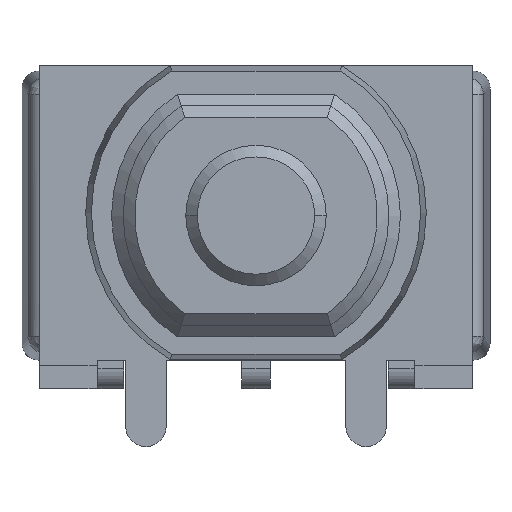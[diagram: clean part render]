
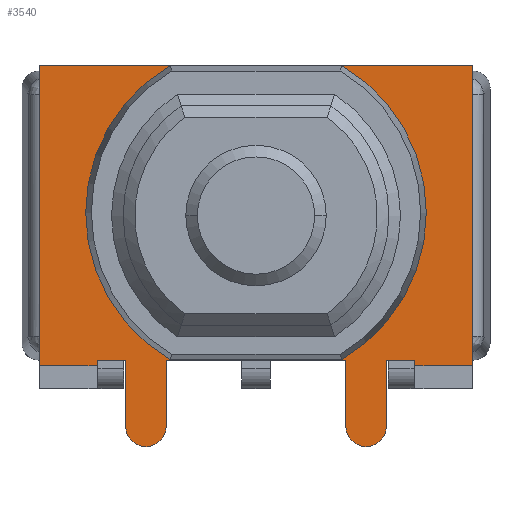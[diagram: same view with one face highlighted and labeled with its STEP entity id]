
A CAD part, front view. The second image highlights one B-rep face of the part: STEP entity #3540.
In plain terms, the highlighted planar face has unit normal (0, -1, 0).
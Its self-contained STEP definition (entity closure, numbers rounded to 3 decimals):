
#575=DIRECTION('',(-1.,0.,0.));
#576=VECTOR('',#575,0.495);
#577=CARTESIAN_POINT('',(2.75,-7.13,-2.5));
#578=LINE('',#577,#576);
#579=DIRECTION('',(0.,0.,1.));
#580=VECTOR('',#579,1.15);
#581=CARTESIAN_POINT('',(2.255,-7.13,-3.65));
#582=LINE('',#581,#580);
#583=CARTESIAN_POINT('',(1.905,-7.13,-3.65));
#584=DIRECTION('',(0.,-1.,0.));
#585=DIRECTION('',(-1.,0.,0.));
#586=AXIS2_PLACEMENT_3D('',#583,#584,#585);
#588=DIRECTION('',(0.,0.,-1.));
#589=VECTOR('',#588,1.15);
#590=CARTESIAN_POINT('',(1.555,-7.13,-2.5));
#591=LINE('',#590,#589);
#592=DIRECTION('',(-1.,0.,0.));
#593=VECTOR('',#592,3.11);
#594=CARTESIAN_POINT('',(1.555,-7.13,-2.5));
#595=LINE('',#594,#593);
#596=DIRECTION('',(0.,0.,1.));
#597=VECTOR('',#596,1.15);
#598=CARTESIAN_POINT('',(-1.555,-7.13,-3.65));
#599=LINE('',#598,#597);
#600=CARTESIAN_POINT('',(-1.905,-7.13,-3.65));
#601=DIRECTION('',(0.,-1.,0.));
#602=DIRECTION('',(-1.,0.,0.));
#603=AXIS2_PLACEMENT_3D('',#600,#601,#602);
#605=DIRECTION('',(0.,0.,-1.));
#606=VECTOR('',#605,1.15);
#607=CARTESIAN_POINT('',(-2.255,-7.13,-2.5));
#608=LINE('',#607,#606);
#609=DIRECTION('',(-1.,0.,0.));
#610=VECTOR('',#609,0.495);
#611=CARTESIAN_POINT('',(-2.255,-7.13,-2.5));
#612=LINE('',#611,#610);
#613=DIRECTION('',(1.,0.,0.));
#614=VECTOR('',#613,1.);
#615=CARTESIAN_POINT('',(-3.75,-7.13,-2.6));
#616=LINE('',#615,#614);
#617=DIRECTION('',(0.,0.,1.));
#618=VECTOR('',#617,5.2);
#619=CARTESIAN_POINT('',(-3.75,-7.13,-2.6));
#620=LINE('',#619,#618);
#621=DIRECTION('',(1.,0.,0.));
#622=VECTOR('',#621,7.5);
#623=CARTESIAN_POINT('',(-3.75,-7.13,2.6));
#624=LINE('',#623,#622);
#625=DIRECTION('',(0.,0.,-1.));
#626=VECTOR('',#625,5.2);
#627=CARTESIAN_POINT('',(3.75,-7.13,2.6));
#628=LINE('',#627,#626);
#629=DIRECTION('',(-1.,0.,0.));
#630=VECTOR('',#629,1.);
#631=CARTESIAN_POINT('',(3.75,-7.13,-2.6));
#632=LINE('',#631,#630);
#633=CARTESIAN_POINT('',(0.,-7.13,0.05));
#634=DIRECTION('',(0.,-1.,0.));
#635=DIRECTION('',(0.503,0.,-0.864));
#636=AXIS2_PLACEMENT_3D('',#633,#634,#635);
#638=CARTESIAN_POINT('',(0.,-7.13,0.05));
#639=DIRECTION('',(0.,-1.,0.));
#640=DIRECTION('',(-0.503,0.,0.864));
#641=AXIS2_PLACEMENT_3D('',#638,#639,#640);
#643=DIRECTION('',(-1.,0.,0.));
#644=VECTOR('',#643,2.966);
#645=CARTESIAN_POINT('',(1.483,-7.13,-2.498));
#646=LINE('',#645,#644);
#663=DIRECTION('',(0.,0.,1.));
#664=VECTOR('',#663,0.1);
#665=CARTESIAN_POINT('',(2.75,-7.13,-2.6));
#666=LINE('',#665,#664);
#771=DIRECTION('',(0.,0.,1.));
#772=VECTOR('',#771,0.1);
#773=CARTESIAN_POINT('',(-2.75,-7.13,-2.6));
#774=LINE('',#773,#772);
#800=CARTESIAN_POINT('',(1.483,-7.13,2.598));
#802=CARTESIAN_POINT('',(1.483,-7.13,-2.498));
#814=DIRECTION('',(-1.,0.,0.));
#815=VECTOR('',#814,2.966);
#816=CARTESIAN_POINT('',(1.483,-7.13,2.598));
#817=LINE('',#816,#815);
#826=CARTESIAN_POINT('',(-1.483,-7.13,2.598));
#843=CARTESIAN_POINT('',(-1.483,-7.13,-2.498));
#2453=CARTESIAN_POINT('',(3.75,-7.13,2.6));
#2454=VERTEX_POINT('',#2453);
#2455=CARTESIAN_POINT('',(-3.75,-7.13,2.6));
#2456=VERTEX_POINT('',#2455);
#2457=VERTEX_POINT('',#802);
#2461=VERTEX_POINT('',#843);
#2463=VERTEX_POINT('',#800);
#2464=VERTEX_POINT('',#826);
#2470=CARTESIAN_POINT('',(-3.75,-7.13,-2.6));
#2471=VERTEX_POINT('',#2470);
#2480=CARTESIAN_POINT('',(-2.75,-7.13,-2.6));
#2481=VERTEX_POINT('',#2480);
#2487=CARTESIAN_POINT('',(-2.75,-7.13,-2.5));
#2489=VERTEX_POINT('',#2487);
#2494=CARTESIAN_POINT('',(3.75,-7.13,-2.6));
#2495=VERTEX_POINT('',#2494);
#2504=CARTESIAN_POINT('',(2.75,-7.13,-2.6));
#2505=VERTEX_POINT('',#2504);
#2510=CARTESIAN_POINT('',(2.75,-7.13,-2.5));
#2511=VERTEX_POINT('',#2510);
#2514=CARTESIAN_POINT('',(-2.255,-7.13,-3.65));
#2515=CARTESIAN_POINT('',(-1.555,-7.13,-3.65));
#2516=VERTEX_POINT('',#2514);
#2517=VERTEX_POINT('',#2515);
#2518=CARTESIAN_POINT('',(1.555,-7.13,-3.65));
#2519=CARTESIAN_POINT('',(2.255,-7.13,-3.65));
#2520=VERTEX_POINT('',#2518);
#2521=VERTEX_POINT('',#2519);
#2531=CARTESIAN_POINT('',(-1.555,-7.13,-2.5));
#2533=VERTEX_POINT('',#2531);
#2535=CARTESIAN_POINT('',(-2.255,-7.13,-2.5));
#2537=VERTEX_POINT('',#2535);
#2539=CARTESIAN_POINT('',(2.255,-7.13,-2.5));
#2541=VERTEX_POINT('',#2539);
#2543=CARTESIAN_POINT('',(1.555,-7.13,-2.5));
#2545=VERTEX_POINT('',#2543);
#3494=CARTESIAN_POINT('',(0.,-7.13,0.05));
#3495=DIRECTION('',(0.,-1.,0.));
#3496=DIRECTION('',(0.,0.,-1.));
#3497=AXIS2_PLACEMENT_3D('',#3494,#3495,#3496);
#3498=PLANE('',#3497);
#3500=ORIENTED_EDGE('',*,*,#3499,.T.);
#3502=ORIENTED_EDGE('',*,*,#3501,.F.);
#3504=ORIENTED_EDGE('',*,*,#3503,.F.);
#3506=ORIENTED_EDGE('',*,*,#3505,.F.);
#3507=ORIENTED_EDGE('',*,*,#3458,.T.);
#3508=ORIENTED_EDGE('',*,*,#3475,.F.);
#3509=ORIENTED_EDGE('',*,*,#3485,.F.);
#3511=ORIENTED_EDGE('',*,*,#3510,.F.);
#3513=ORIENTED_EDGE('',*,*,#3512,.T.);
#3515=ORIENTED_EDGE('',*,*,#3514,.F.);
#3517=ORIENTED_EDGE('',*,*,#3516,.F.);
#3519=ORIENTED_EDGE('',*,*,#3518,.T.);
#3521=ORIENTED_EDGE('',*,*,#3520,.T.);
#3523=ORIENTED_EDGE('',*,*,#3522,.T.);
#3525=ORIENTED_EDGE('',*,*,#3524,.T.);
#3527=ORIENTED_EDGE('',*,*,#3526,.T.);
#3528=EDGE_LOOP('',(#3500,#3502,#3504,#3506,#3507,#3508,#3509,#3511,#3513,#3515,
#3517,#3519,#3521,#3523,#3525,#3527));
#3529=FACE_OUTER_BOUND('',#3528,.F.);
#3531=ORIENTED_EDGE('',*,*,#3530,.T.);
#3533=ORIENTED_EDGE('',*,*,#3532,.T.);
#3535=ORIENTED_EDGE('',*,*,#3534,.T.);
#3537=ORIENTED_EDGE('',*,*,#3536,.F.);
#3538=EDGE_LOOP('',(#3531,#3533,#3535,#3537));
#3539=FACE_BOUND('',#3538,.F.);
#587=CIRCLE('',#586,0.35);
#604=CIRCLE('',#603,0.35);
#637=CIRCLE('',#636,2.948);
#642=CIRCLE('',#641,2.948);
#3458=EDGE_CURVE('',#2545,#2533,#595,.T.);
#3475=EDGE_CURVE('',#2517,#2533,#599,.T.);
#3485=EDGE_CURVE('',#2516,#2517,#604,.T.);
#3499=EDGE_CURVE('',#2511,#2541,#578,.T.);
#3501=EDGE_CURVE('',#2521,#2541,#582,.T.);
#3503=EDGE_CURVE('',#2520,#2521,#587,.T.);
#3505=EDGE_CURVE('',#2545,#2520,#591,.T.);
#3510=EDGE_CURVE('',#2537,#2516,#608,.T.);
#3512=EDGE_CURVE('',#2537,#2489,#612,.T.);
#3514=EDGE_CURVE('',#2481,#2489,#774,.T.);
#3516=EDGE_CURVE('',#2471,#2481,#616,.T.);
#3518=EDGE_CURVE('',#2471,#2456,#620,.T.);
#3520=EDGE_CURVE('',#2456,#2454,#624,.T.);
#3522=EDGE_CURVE('',#2454,#2495,#628,.T.);
#3524=EDGE_CURVE('',#2495,#2505,#632,.T.);
#3526=EDGE_CURVE('',#2505,#2511,#666,.T.);
#3530=EDGE_CURVE('',#2457,#2463,#637,.T.);
#3532=EDGE_CURVE('',#2463,#2464,#817,.T.);
#3534=EDGE_CURVE('',#2464,#2461,#642,.T.);
#3536=EDGE_CURVE('',#2457,#2461,#646,.T.);
#3540=ADVANCED_FACE('',(#3529,#3539),#3498,.T.);
